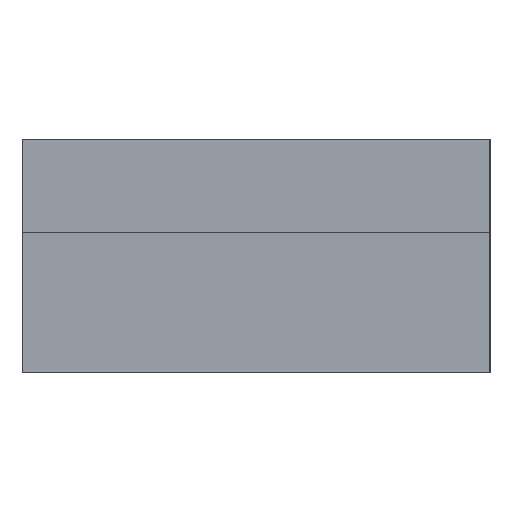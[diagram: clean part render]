
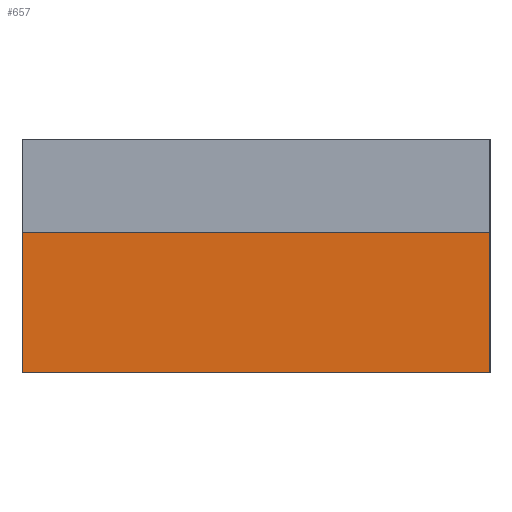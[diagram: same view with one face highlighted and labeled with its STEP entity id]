
A CAD part, left-side view. The second image highlights one B-rep face of the part: STEP entity #657.
In plain terms, the highlighted planar face has unit normal (-1, 0, 0).
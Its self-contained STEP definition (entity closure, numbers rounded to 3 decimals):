
#99=FACE_OUTER_BOUND('',#142,.T.);
#142=EDGE_LOOP('',(#562,#563,#564,#565));
#201=LINE('',#1097,#263);
#202=LINE('',#1100,#264);
#203=LINE('',#1102,#265);
#204=LINE('',#1103,#266);
#263=VECTOR('',#910,10.);
#264=VECTOR('',#913,10.);
#265=VECTOR('',#914,10.);
#266=VECTOR('',#915,10.);
#327=VERTEX_POINT('',#1093);
#328=VERTEX_POINT('',#1095);
#329=VERTEX_POINT('',#1099);
#330=VERTEX_POINT('',#1101);
#413=EDGE_CURVE('',#327,#328,#201,.T.);
#414=EDGE_CURVE('',#329,#327,#202,.T.);
#415=EDGE_CURVE('',#330,#328,#203,.T.);
#416=EDGE_CURVE('',#329,#330,#204,.T.);
#562=ORIENTED_EDGE('',*,*,#414,.T.);
#563=ORIENTED_EDGE('',*,*,#413,.T.);
#564=ORIENTED_EDGE('',*,*,#415,.F.);
#565=ORIENTED_EDGE('',*,*,#416,.F.);
#621=PLANE('',#736);
#657=ADVANCED_FACE('',(#99),#621,.T.);
#736=AXIS2_PLACEMENT_3D('',#1098,#911,#912);
#910=DIRECTION('',(0.,1.,0.));
#911=DIRECTION('center_axis',(-1.,0.,0.));
#912=DIRECTION('ref_axis',(0.,0.,1.));
#913=DIRECTION('',(0.,0.,1.));
#914=DIRECTION('',(0.,0.,1.));
#915=DIRECTION('',(0.,1.,0.));
#1093=CARTESIAN_POINT('',(0.,0.,0.));
#1095=CARTESIAN_POINT('',(0.,20.,0.));
#1097=CARTESIAN_POINT('',(0.,0.,0.));
#1098=CARTESIAN_POINT('Origin',(0.,0.,-6.));
#1099=CARTESIAN_POINT('',(0.,0.,-6.));
#1100=CARTESIAN_POINT('',(0.,0.,-6.));
#1101=CARTESIAN_POINT('',(0.,20.,-6.));
#1102=CARTESIAN_POINT('',(0.,20.,-6.));
#1103=CARTESIAN_POINT('',(0.,0.,-6.));
